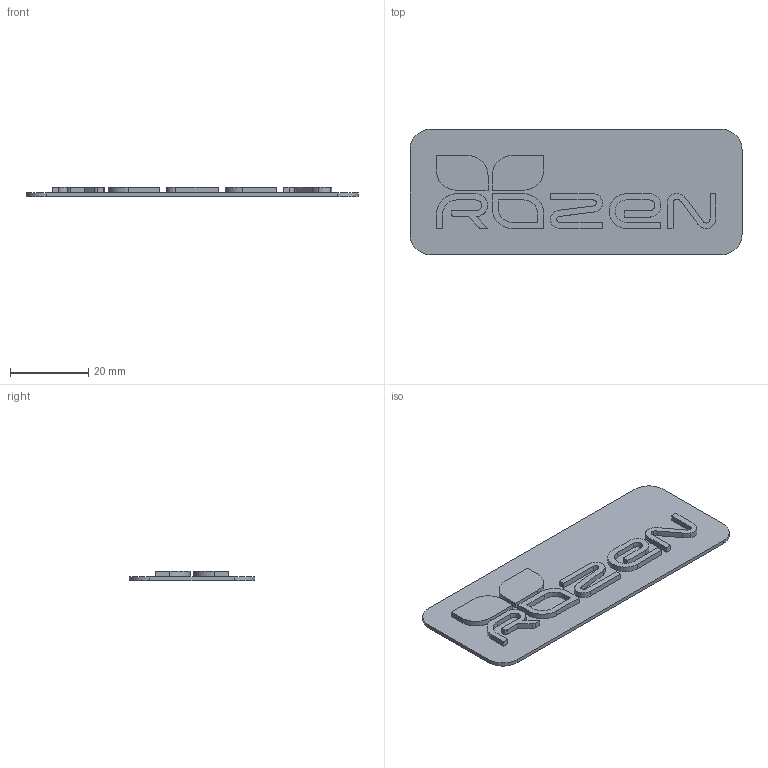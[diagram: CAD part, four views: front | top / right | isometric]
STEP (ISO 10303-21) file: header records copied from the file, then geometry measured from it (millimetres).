
FILE_DESCRIPTION(/* description */ (''),/* implementation_level */ '2;1');
FILE_NAME(/* name */ 'ROZEN-Full.step',/* time_stamp */ '2024-03-16T19:49:04+10:00',/* author */ (''),/* organization */ (''),/* preprocessor_version */ 'ST-DEVELOPER v20',/* originating_system */ 'Autodesk Translation Framework v12.20.1.177',/* authorisation */ '');
FILE_SCHEMA (('AUTOMOTIVE_DESIGN { 1 0 10303 214 3 1 1 }'));
Length unit declared in the file: millimetre
Products named in the file (1): ROZEN-Full
Bounding box: 85.08 x 32.14 x 2.41 mm (x, y, z)
Volume: 3309.9 mm3; surface area: 6281.7 mm2
Topology: 1 solids, 1 shells, 110 faces, 300 edges, 200 vertices
Faces by surface type: plane 63, cylinder 32, bspline 15
Entity records: 3663 total; most frequent: CARTESIAN_POINT 801, ORIENTED_EDGE 600, DIRECTION 525, EDGE_CURVE 300, LINE 205, VECTOR 205, VERTEX_POINT 200, AXIS2_PLACEMENT_3D 160
